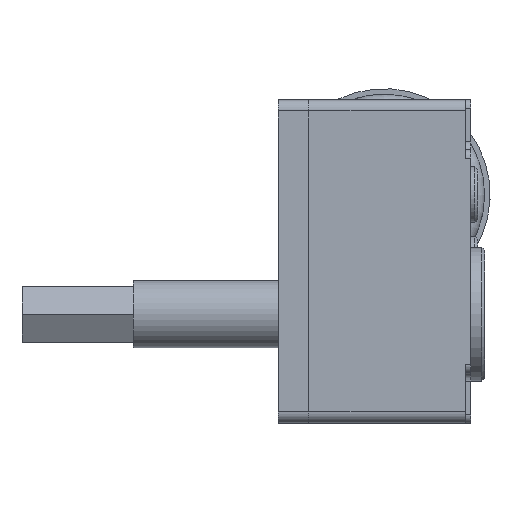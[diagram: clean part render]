
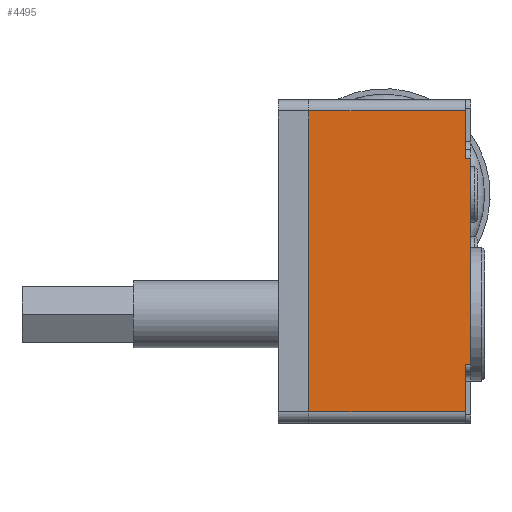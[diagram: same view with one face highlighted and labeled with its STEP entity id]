
A CAD part, left-side view. The second image highlights one B-rep face of the part: STEP entity #4495.
In plain terms, the highlighted planar face has unit normal (-1, 0, 0).
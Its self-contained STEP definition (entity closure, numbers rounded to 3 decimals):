
#441=FACE_OUTER_BOUND('',#740,.T.);
#740=EDGE_LOOP('',(#3665,#3666,#3667,#3668,#3669,#3670,#3671,#3672));
#1340=LINE('',#7439,#1753);
#1343=LINE('',#7470,#1756);
#1345=LINE('',#7477,#1758);
#1355=LINE('',#7507,#1768);
#1356=LINE('',#7510,#1769);
#1357=LINE('',#7511,#1770);
#1358=LINE('',#7513,#1771);
#1359=LINE('',#7514,#1772);
#1753=VECTOR('',#5883,10.);
#1756=VECTOR('',#5912,10.);
#1758=VECTOR('',#5920,10.);
#1768=VECTOR('',#5946,10.);
#1769=VECTOR('',#5949,10.);
#1770=VECTOR('',#5950,10.);
#1771=VECTOR('',#5951,10.);
#1772=VECTOR('',#5952,10.);
#2144=VERTEX_POINT('',#7436);
#2145=VERTEX_POINT('',#7438);
#2159=VERTEX_POINT('',#7467);
#2160=VERTEX_POINT('',#7469);
#2162=VERTEX_POINT('',#7475);
#2174=VERTEX_POINT('',#7505);
#2175=VERTEX_POINT('',#7509);
#2176=VERTEX_POINT('',#7512);
#2665=EDGE_CURVE('',#2145,#2144,#1340,.T.);
#2680=EDGE_CURVE('',#2159,#2160,#1343,.T.);
#2684=EDGE_CURVE('',#2162,#2159,#1345,.T.);
#2700=EDGE_CURVE('',#2174,#2162,#1355,.T.);
#2701=EDGE_CURVE('',#2174,#2175,#1356,.T.);
#2702=EDGE_CURVE('',#2145,#2175,#1357,.T.);
#2703=EDGE_CURVE('',#2176,#2144,#1358,.T.);
#2704=EDGE_CURVE('',#2176,#2160,#1359,.T.);
#3665=ORIENTED_EDGE('',*,*,#2680,.F.);
#3666=ORIENTED_EDGE('',*,*,#2684,.F.);
#3667=ORIENTED_EDGE('',*,*,#2700,.F.);
#3668=ORIENTED_EDGE('',*,*,#2701,.T.);
#3669=ORIENTED_EDGE('',*,*,#2702,.F.);
#3670=ORIENTED_EDGE('',*,*,#2665,.T.);
#3671=ORIENTED_EDGE('',*,*,#2703,.F.);
#3672=ORIENTED_EDGE('',*,*,#2704,.T.);
#4285=PLANE('',#4939);
#4495=ADVANCED_FACE('',(#441),#4285,.T.);
#4939=AXIS2_PLACEMENT_3D('',#7508,#5947,#5948);
#5883=DIRECTION('',(0.,0.,1.));
#5912=DIRECTION('',(0.,-1.,0.));
#5920=DIRECTION('',(0.,0.,1.));
#5946=DIRECTION('',(0.,1.,0.));
#5947=DIRECTION('center_axis',(-1.,0.,0.));
#5948=DIRECTION('ref_axis',(0.,0.,1.));
#5949=DIRECTION('',(0.,0.,1.));
#5950=DIRECTION('',(0.,1.,0.));
#5951=DIRECTION('',(0.,-1.,0.));
#5952=DIRECTION('',(0.,0.,1.));
#7436=CARTESIAN_POINT('',(0.,0.,-10.5));
#7438=CARTESIAN_POINT('',(0.,0.,-47.5));
#7439=CARTESIAN_POINT('',(0.,0.,-58.));
#7467=CARTESIAN_POINT('',(0.,29.,-2.));
#7469=CARTESIAN_POINT('',(0.,1.,-2.));
#7470=CARTESIAN_POINT('',(0.,0.,-2.));
#7475=CARTESIAN_POINT('',(0.,29.,-56.));
#7477=CARTESIAN_POINT('',(0.,29.,-58.));
#7505=CARTESIAN_POINT('',(0.,1.,-56.));
#7507=CARTESIAN_POINT('',(0.,0.,-56.));
#7508=CARTESIAN_POINT('Origin',(0.,0.,-58.));
#7509=CARTESIAN_POINT('',(0.,1.,-47.5));
#7510=CARTESIAN_POINT('',(0.,1.,-55.75));
#7511=CARTESIAN_POINT('',(0.,0.,-47.5));
#7512=CARTESIAN_POINT('',(0.,1.,-10.5));
#7513=CARTESIAN_POINT('',(0.,0.,-10.5));
#7514=CARTESIAN_POINT('',(0.,1.,-31.25));
